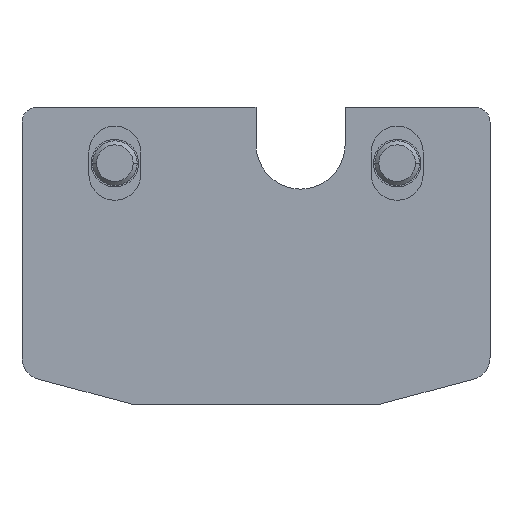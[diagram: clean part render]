
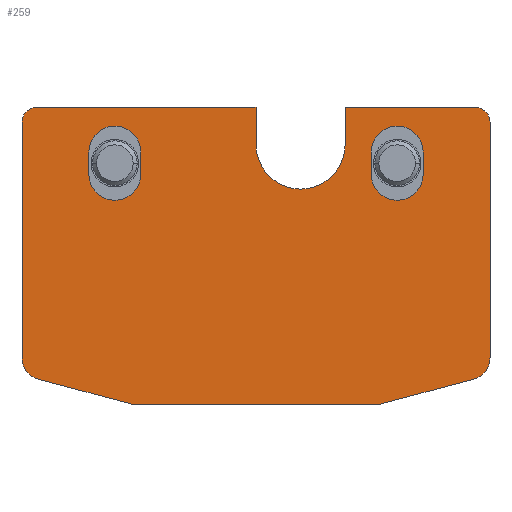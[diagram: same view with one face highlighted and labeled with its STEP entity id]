
A CAD part, left-side view. The second image highlights one B-rep face of the part: STEP entity #259.
In plain terms, the highlighted planar face has unit normal (-1, 0, 0).
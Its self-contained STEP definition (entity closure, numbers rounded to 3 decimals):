
#259=ADVANCED_FACE('',(#522,#523,#524),#525,.F.);
#522=FACE_OUTER_BOUND('',#812,.T.);
#523=FACE_BOUND('',#813,.T.);
#524=FACE_BOUND('',#814,.T.);
#525=PLANE('',#815);
#812=EDGE_LOOP('',(#1381,#1382,#1383,#1384,#1385,#1386,#1387,#1388,#1389,#1390,#1391,#1392,#1393,#1394,#1395));
#813=EDGE_LOOP('',(#1396,#1397,#1398,#1399,#1400,#1401));
#814=EDGE_LOOP('',(#1402,#1403,#1404,#1405,#1406,#1407));
#815=AXIS2_PLACEMENT_3D('',#1408,#1409,#1410);
#1381=ORIENTED_EDGE('',*,*,#1711,.T.);
#1382=ORIENTED_EDGE('',*,*,#1766,.T.);
#1383=ORIENTED_EDGE('',*,*,#1755,.T.);
#1384=ORIENTED_EDGE('',*,*,#1840,.T.);
#1385=ORIENTED_EDGE('',*,*,#1659,.F.);
#1386=ORIENTED_EDGE('',*,*,#1825,.F.);
#1387=ORIENTED_EDGE('',*,*,#1811,.F.);
#1388=ORIENTED_EDGE('',*,*,#1669,.F.);
#1389=ORIENTED_EDGE('',*,*,#1676,.F.);
#1390=ORIENTED_EDGE('',*,*,#1758,.F.);
#1391=ORIENTED_EDGE('',*,*,#1841,.F.);
#1392=ORIENTED_EDGE('',*,*,#1837,.F.);
#1393=ORIENTED_EDGE('',*,*,#1842,.F.);
#1394=ORIENTED_EDGE('',*,*,#1783,.F.);
#1395=ORIENTED_EDGE('',*,*,#1809,.F.);
#1396=ORIENTED_EDGE('',*,*,#1789,.T.);
#1397=ORIENTED_EDGE('',*,*,#1843,.T.);
#1398=ORIENTED_EDGE('',*,*,#1830,.T.);
#1399=ORIENTED_EDGE('',*,*,#1652,.T.);
#1400=ORIENTED_EDGE('',*,*,#1703,.T.);
#1401=ORIENTED_EDGE('',*,*,#1844,.T.);
#1402=ORIENTED_EDGE('',*,*,#1794,.T.);
#1403=ORIENTED_EDGE('',*,*,#1845,.T.);
#1404=ORIENTED_EDGE('',*,*,#1846,.T.);
#1405=ORIENTED_EDGE('',*,*,#1847,.T.);
#1406=ORIENTED_EDGE('',*,*,#1707,.T.);
#1407=ORIENTED_EDGE('',*,*,#1848,.T.);
#1408=CARTESIAN_POINT('',(0.,-19.0,-11.618));
#1409=DIRECTION('',(1.0,0.0,0.));
#1410=DIRECTION('',(0.,0.0,-1.0));
#1652=EDGE_CURVE('',#1961,#1959,#1962,.T.);
#1659=EDGE_CURVE('',#1972,#1967,#1974,.T.);
#1669=EDGE_CURVE('',#1987,#1989,#1990,.T.);
#1676=EDGE_CURVE('',#1997,#1987,#1999,.T.);
#1703=EDGE_CURVE('',#1959,#2045,#2047,.T.);
#1707=EDGE_CURVE('',#2049,#2051,#2053,.T.);
#1711=EDGE_CURVE('',#2055,#2057,#2059,.T.);
#1755=EDGE_CURVE('',#2121,#2123,#2125,.T.);
#1758=EDGE_CURVE('',#2127,#1997,#2129,.T.);
#1766=EDGE_CURVE('',#2057,#2121,#2139,.T.);
#1783=EDGE_CURVE('',#2160,#2162,#2163,.T.);
#1789=EDGE_CURVE('',#2170,#2168,#2171,.T.);
#1794=EDGE_CURVE('',#2177,#2175,#2178,.T.);
#1809=EDGE_CURVE('',#2055,#2160,#2195,.T.);
#1811=EDGE_CURVE('',#1989,#2197,#2198,.T.);
#1825=EDGE_CURVE('',#2197,#1972,#2215,.T.);
#1830=EDGE_CURVE('',#2222,#1961,#2223,.T.);
#1837=EDGE_CURVE('',#2229,#2231,#2232,.T.);
#1840=EDGE_CURVE('',#2123,#1967,#2235,.T.);
#1841=EDGE_CURVE('',#2231,#2127,#2236,.T.);
#1842=EDGE_CURVE('',#2162,#2229,#2237,.T.);
#1843=EDGE_CURVE('',#2168,#2222,#2238,.T.);
#1844=EDGE_CURVE('',#2045,#2170,#2239,.T.);
#1845=EDGE_CURVE('',#2175,#2240,#2241,.T.);
#1846=EDGE_CURVE('',#2240,#2242,#2243,.T.);
#1847=EDGE_CURVE('',#2242,#2049,#2244,.T.);
#1848=EDGE_CURVE('',#2051,#2177,#2245,.T.);
#1959=VERTEX_POINT('',#2412);
#1961=VERTEX_POINT('',#2415);
#1962=CIRCLE('',#2416,3.5);
#1967=VERTEX_POINT('',#2422);
#1972=VERTEX_POINT('',#2429);
#1974=LINE('',#2432,#2433);
#1987=VERTEX_POINT('',#2446);
#1989=VERTEX_POINT('',#2449);
#1990=CIRCLE('',#2450,3.0);
#1997=VERTEX_POINT('',#2470);
#1999=LINE('',#2473,#2474);
#2045=VERTEX_POINT('',#2531);
#2047=CIRCLE('',#2534,3.5);
#2049=VERTEX_POINT('',#2536);
#2051=VERTEX_POINT('',#2539);
#2053=CIRCLE('',#2542,3.5);
#2055=VERTEX_POINT('',#2544);
#2057=VERTEX_POINT('',#2547);
#2059=LINE('',#2550,#2551);
#2121=VERTEX_POINT('',#2705);
#2123=VERTEX_POINT('',#2708);
#2125=CIRCLE('',#2711,6.0);
#2127=VERTEX_POINT('',#2713);
#2129=LINE('',#2716,#2717);
#2139=CIRCLE('',#2731,6.0);
#2160=VERTEX_POINT('',#2810);
#2162=VERTEX_POINT('',#2813);
#2163=CIRCLE('',#2814,2.0);
#2168=VERTEX_POINT('',#2820);
#2170=VERTEX_POINT('',#2823);
#2171=CIRCLE('',#2824,3.5);
#2175=VERTEX_POINT('',#2829);
#2177=VERTEX_POINT('',#2832);
#2178=CIRCLE('',#2833,3.5);
#2195=LINE('',#2875,#2876);
#2197=VERTEX_POINT('',#2878);
#2198=LINE('',#2879,#2880);
#2215=CIRCLE('',#2913,2.0);
#2222=VERTEX_POINT('',#2920);
#2223=LINE('',#2921,#2922);
#2229=VERTEX_POINT('',#2931);
#2231=VERTEX_POINT('',#2934);
#2232=CIRCLE('',#2935,3.0);
#2235=LINE('',#2939,#2940);
#2236=LINE('',#2941,#2942);
#2237=LINE('',#2943,#2944);
#2238=CIRCLE('',#2945,3.5);
#2239=LINE('',#2946,#2947);
#2240=VERTEX_POINT('',#2948);
#2241=CIRCLE('',#2949,3.5);
#2242=VERTEX_POINT('',#2950);
#2243=LINE('',#2951,#2952);
#2244=CIRCLE('',#2953,3.5);
#2245=LINE('',#2954,#2955);
#2412=CARTESIAN_POINT('',(0.,0.,5.0));
#2415=CARTESIAN_POINT('',(0.,3.5,1.5));
#2416=AXIS2_PLACEMENT_3D('',#3108,#3109,#3110);
#2422=CARTESIAN_POINT('',(0.,-19.0,7.5));
#2429=CARTESIAN_POINT('',(0.0,10.5,7.5));
#2432=CARTESIAN_POINT('',(0.0,10.5,7.5));
#2433=VECTOR('',#3118,1.0);
#2446=CARTESIAN_POINT('',(0.,10.273,-29.094));
#2449=CARTESIAN_POINT('',(0.,12.5,-26.195));
#2450=AXIS2_PLACEMENT_3D('',#3135,#3136,#3137);
#2470=CARTESIAN_POINT('',(0.,-2.5,-32.5));
#2473=CARTESIAN_POINT('',(0.,-2.5,-32.5));
#2474=VECTOR('',#3141,1.0);
#2531=CARTESIAN_POINT('',(0.,-3.5,1.5));
#2534=AXIS2_PLACEMENT_3D('',#3190,#3191,#3192);
#2536=CARTESIAN_POINT('',(0.,-38.0,5.0));
#2539=CARTESIAN_POINT('',(0.,-41.5,1.5));
#2542=AXIS2_PLACEMENT_3D('',#3195,#3196,#3197);
#2544=CARTESIAN_POINT('',(0.,-31.0,7.5));
#2547=CARTESIAN_POINT('',(0.,-31.0,2.5));
#2550=CARTESIAN_POINT('',(0.,-31.0,-2.059));
#2551=VECTOR('',#3200,1.0);
#2705=CARTESIAN_POINT('',(0.,-25.0,-3.5));
#2708=CARTESIAN_POINT('',(0.,-19.0,2.5));
#2711=AXIS2_PLACEMENT_3D('',#3242,#3243,#3244);
#2713=CARTESIAN_POINT('',(0.,-35.5,-32.5));
#2716=CARTESIAN_POINT('',(0.,-35.5,-32.5));
#2717=VECTOR('',#3246,1.0);
#2731=AXIS2_PLACEMENT_3D('',#3254,#3255,#3256);
#2810=CARTESIAN_POINT('',(0.0,-48.5,7.5));
#2813=CARTESIAN_POINT('',(0.,-50.5,5.5));
#2814=AXIS2_PLACEMENT_3D('',#3267,#3268,#3269);
#2820=CARTESIAN_POINT('',(0.,0.,-5.0));
#2823=CARTESIAN_POINT('',(0.,-3.5,-1.5));
#2824=AXIS2_PLACEMENT_3D('',#3275,#3276,#3277);
#2829=CARTESIAN_POINT('',(0.,-38.0,-5.0));
#2832=CARTESIAN_POINT('',(0.,-41.5,-1.5));
#2833=AXIS2_PLACEMENT_3D('',#3280,#3281,#3282);
#2875=CARTESIAN_POINT('',(0.0,10.5,7.5));
#2876=VECTOR('',#3298,1.0);
#2878=CARTESIAN_POINT('',(0.,12.5,5.5));
#2879=CARTESIAN_POINT('',(0.,12.5,-26.195));
#2880=VECTOR('',#3299,1.0);
#2913=AXIS2_PLACEMENT_3D('',#3308,#3309,#3310);
#2920=CARTESIAN_POINT('',(0.,3.5,-1.5));
#2921=CARTESIAN_POINT('',(0.,3.5,-5.809));
#2922=VECTOR('',#3317,1.0);
#2931=CARTESIAN_POINT('',(0.,-50.5,-26.195));
#2934=CARTESIAN_POINT('',(0.,-48.273,-29.094));
#2935=AXIS2_PLACEMENT_3D('',#3322,#3323,#3324);
#2939=CARTESIAN_POINT('',(0.,-19.0,-2.059));
#2940=VECTOR('',#3326,1.0);
#2941=CARTESIAN_POINT('',(0.,-48.273,-29.094));
#2942=VECTOR('',#3327,1.0);
#2943=CARTESIAN_POINT('',(0.,-50.5,5.5));
#2944=VECTOR('',#3328,1.0);
#2945=AXIS2_PLACEMENT_3D('',#3329,#3330,#3331);
#2946=CARTESIAN_POINT('',(0.,-3.5,-5.809));
#2947=VECTOR('',#3332,1.0);
#2948=CARTESIAN_POINT('',(0.,-34.5,-1.5));
#2949=AXIS2_PLACEMENT_3D('',#3333,#3334,#3335);
#2950=CARTESIAN_POINT('',(0.,-34.5,1.5));
#2951=CARTESIAN_POINT('',(0.,-34.5,-5.809));
#2952=VECTOR('',#3336,1.0);
#2953=AXIS2_PLACEMENT_3D('',#3337,#3338,#3339);
#2954=CARTESIAN_POINT('',(0.,-41.5,-5.809));
#2955=VECTOR('',#3340,1.0);
#3108=CARTESIAN_POINT('',(0.,0.,1.5));
#3109=DIRECTION('',(1.0,0.0,0.));
#3110=DIRECTION('',(0.,0.,1.0));
#3118=DIRECTION('',(0.0,-1.0,0.0));
#3135=CARTESIAN_POINT('',(0.,9.5,-26.195));
#3136=DIRECTION('',(1.0,0.0,0.));
#3137=DIRECTION('',(0.,0.0,-1.0));
#3141=DIRECTION('',(0.,0.966,0.258));
#3190=CARTESIAN_POINT('',(0.,0.,1.5));
#3191=DIRECTION('',(1.0,0.0,0.));
#3192=DIRECTION('',(0.,0.,1.0));
#3195=CARTESIAN_POINT('',(0.,-38.0,1.5));
#3196=DIRECTION('',(1.0,0.0,0.));
#3197=DIRECTION('',(0.,0.,1.0));
#3200=DIRECTION('',(0.,0.,-1.0));
#3242=CARTESIAN_POINT('',(0.,-25.0,2.5));
#3243=DIRECTION('',(1.0,0.0,0.));
#3244=DIRECTION('',(0.,0.,1.0));
#3246=DIRECTION('',(0.0,1.0,0.0));
#3254=CARTESIAN_POINT('',(0.,-25.0,2.5));
#3255=DIRECTION('',(1.0,0.0,0.));
#3256=DIRECTION('',(0.,0.,1.0));
#3267=CARTESIAN_POINT('',(0.,-48.5,5.5));
#3268=DIRECTION('',(1.0,0.0,0.));
#3269=DIRECTION('',(0.,0.0,-1.0));
#3275=CARTESIAN_POINT('',(0.,0.,-1.5));
#3276=DIRECTION('',(1.0,0.0,0.));
#3277=DIRECTION('',(0.,0.,1.0));
#3280=CARTESIAN_POINT('',(0.,-38.0,-1.5));
#3281=DIRECTION('',(1.0,0.0,0.));
#3282=DIRECTION('',(0.,0.,1.0));
#3298=DIRECTION('',(0.0,-1.0,0.0));
#3299=DIRECTION('',(0.,0.0,1.0));
#3308=CARTESIAN_POINT('',(0.,10.5,5.5));
#3309=DIRECTION('',(1.0,0.0,0.));
#3310=DIRECTION('',(0.,0.0,-1.0));
#3317=DIRECTION('',(0.,0.,1.0));
#3322=CARTESIAN_POINT('',(0.,-47.5,-26.195));
#3323=DIRECTION('',(1.0,0.0,0.));
#3324=DIRECTION('',(0.,0.0,-1.0));
#3326=DIRECTION('',(0.,0.,1.0));
#3327=DIRECTION('',(0.,0.966,-0.258));
#3328=DIRECTION('',(0.,0.0,-1.0));
#3329=CARTESIAN_POINT('',(0.,0.,-1.5));
#3330=DIRECTION('',(1.0,0.0,0.));
#3331=DIRECTION('',(0.,0.,1.0));
#3332=DIRECTION('',(0.,0.,-1.0));
#3333=CARTESIAN_POINT('',(0.,-38.0,-1.5));
#3334=DIRECTION('',(1.0,0.0,0.));
#3335=DIRECTION('',(0.,0.,1.0));
#3336=DIRECTION('',(0.,0.,1.0));
#3337=CARTESIAN_POINT('',(0.,-38.0,1.5));
#3338=DIRECTION('',(1.0,0.0,0.));
#3339=DIRECTION('',(0.,0.,1.0));
#3340=DIRECTION('',(0.,0.,-1.0));
